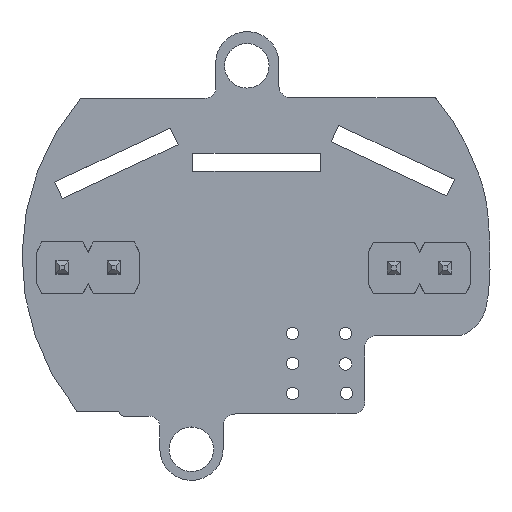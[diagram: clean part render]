
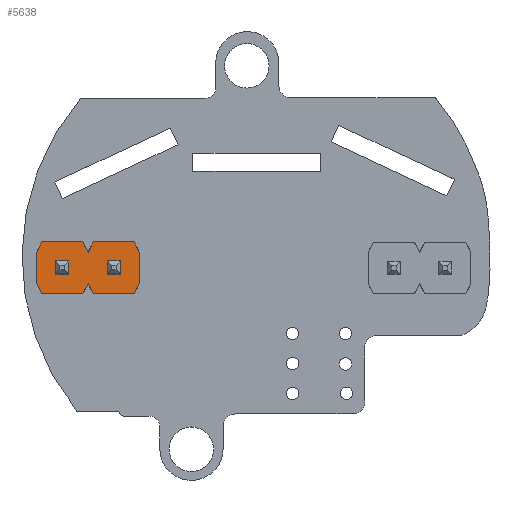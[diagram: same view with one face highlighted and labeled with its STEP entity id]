
A CAD part, top view. The second image highlights one B-rep face of the part: STEP entity #5638.
In plain terms, the highlighted planar face has unit normal (0, 0, 1).
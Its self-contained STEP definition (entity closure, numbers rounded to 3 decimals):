
#5534 = VERTEX_POINT('',#5535);
#5535 = CARTESIAN_POINT('',(82.687,81.807,
    2.57));
#5541 = EDGE_CURVE('',#5542,#5534,#5544,.T.);
#5542 = VERTEX_POINT('',#5543);
#5543 = CARTESIAN_POINT('',(82.687,81.167,
    2.57));
#5544 = LINE('',#5545,#5546);
#5545 = CARTESIAN_POINT('',(82.687,81.167,
    2.57));
#5546 = VECTOR('',#5547,1.);
#5547 = DIRECTION('',(0.,1.,0.));
#5574 = VERTEX_POINT('',#5575);
#5575 = CARTESIAN_POINT('',(83.327,81.807,
    2.57));
#5581 = EDGE_CURVE('',#5534,#5574,#5582,.T.);
#5582 = LINE('',#5583,#5584);
#5583 = CARTESIAN_POINT('',(82.687,81.807,
    2.57));
#5584 = VECTOR('',#5585,1.);
#5585 = DIRECTION('',(1.,0.,0.));
#5638 = ADVANCED_FACE('',(#5639,#5673,#5787),#5805,.T.);
#5639 = FACE_BOUND('',#5640,.T.);
#5640 = EDGE_LOOP('',(#5641,#5651,#5659,#5667));
#5641 = ORIENTED_EDGE('',*,*,#5642,.T.);
#5642 = EDGE_CURVE('',#5643,#5645,#5647,.T.);
#5643 = VERTEX_POINT('',#5644);
#5644 = CARTESIAN_POINT('',(85.867,81.167,
    2.57));
#5645 = VERTEX_POINT('',#5646);
#5646 = CARTESIAN_POINT('',(85.227,81.167,
    2.57));
#5647 = LINE('',#5648,#5649);
#5648 = CARTESIAN_POINT('',(85.867,81.167,
    2.57));
#5649 = VECTOR('',#5650,1.);
#5650 = DIRECTION('',(-1.,0.,0.));
#5651 = ORIENTED_EDGE('',*,*,#5652,.T.);
#5652 = EDGE_CURVE('',#5645,#5653,#5655,.T.);
#5653 = VERTEX_POINT('',#5654);
#5654 = CARTESIAN_POINT('',(85.227,81.807,
    2.57));
#5655 = LINE('',#5656,#5657);
#5656 = CARTESIAN_POINT('',(85.227,81.167,
    2.57));
#5657 = VECTOR('',#5658,1.);
#5658 = DIRECTION('',(0.,1.,0.));
#5659 = ORIENTED_EDGE('',*,*,#5660,.T.);
#5660 = EDGE_CURVE('',#5653,#5661,#5663,.T.);
#5661 = VERTEX_POINT('',#5662);
#5662 = CARTESIAN_POINT('',(85.867,81.807,
    2.57));
#5663 = LINE('',#5664,#5665);
#5664 = CARTESIAN_POINT('',(85.227,81.807,
    2.57));
#5665 = VECTOR('',#5666,1.);
#5666 = DIRECTION('',(1.,0.,0.));
#5667 = ORIENTED_EDGE('',*,*,#5668,.T.);
#5668 = EDGE_CURVE('',#5661,#5643,#5669,.T.);
#5669 = LINE('',#5670,#5671);
#5670 = CARTESIAN_POINT('',(85.867,81.807,
    2.57));
#5671 = VECTOR('',#5672,1.);
#5672 = DIRECTION('',(0.,-1.,0.));
#5673 = FACE_BOUND('',#5674,.T.);
#5674 = EDGE_LOOP('',(#5675,#5685,#5693,#5701,#5709,#5717,#5725,#5733,
    #5741,#5749,#5757,#5765,#5773,#5781));
#5675 = ORIENTED_EDGE('',*,*,#5676,.T.);
#5676 = EDGE_CURVE('',#5677,#5679,#5681,.T.);
#5677 = VERTEX_POINT('',#5678);
#5678 = CARTESIAN_POINT('',(81.737,82.257,
    2.57));
#5679 = VERTEX_POINT('',#5680);
#5680 = CARTESIAN_POINT('',(81.737,80.717,
    2.57));
#5681 = LINE('',#5682,#5683);
#5682 = CARTESIAN_POINT('',(81.737,82.757,
    2.57));
#5683 = VECTOR('',#5684,1.);
#5684 = DIRECTION('',(0.,-1.,0.));
#5685 = ORIENTED_EDGE('',*,*,#5686,.T.);
#5686 = EDGE_CURVE('',#5679,#5687,#5689,.T.);
#5687 = VERTEX_POINT('',#5688);
#5688 = CARTESIAN_POINT('',(81.987,80.217,
    2.57));
#5689 = LINE('',#5690,#5691);
#5690 = CARTESIAN_POINT('',(81.737,80.717,
    2.57));
#5691 = VECTOR('',#5692,1.);
#5692 = DIRECTION('',(0.447,-0.894,0.)
  );
#5693 = ORIENTED_EDGE('',*,*,#5694,.T.);
#5694 = EDGE_CURVE('',#5687,#5695,#5697,.T.);
#5695 = VERTEX_POINT('',#5696);
#5696 = CARTESIAN_POINT('',(84.027,80.217,
    2.57));
#5697 = LINE('',#5698,#5699);
#5698 = CARTESIAN_POINT('',(81.737,80.217,
    2.57));
#5699 = VECTOR('',#5700,1.);
#5700 = DIRECTION('',(1.,0.,0.));
#5701 = ORIENTED_EDGE('',*,*,#5702,.T.);
#5702 = EDGE_CURVE('',#5695,#5703,#5705,.T.);
#5703 = VERTEX_POINT('',#5704);
#5704 = CARTESIAN_POINT('',(84.277,80.717,
    2.57));
#5705 = LINE('',#5706,#5707);
#5706 = CARTESIAN_POINT('',(84.027,80.217,
    2.57));
#5707 = VECTOR('',#5708,1.);
#5708 = DIRECTION('',(0.447,0.894,0.)
  );
#5709 = ORIENTED_EDGE('',*,*,#5710,.T.);
#5710 = EDGE_CURVE('',#5703,#5711,#5713,.T.);
#5711 = VERTEX_POINT('',#5712);
#5712 = CARTESIAN_POINT('',(84.527,80.217,
    2.57));
#5713 = LINE('',#5714,#5715);
#5714 = CARTESIAN_POINT('',(84.277,80.717,
    2.57));
#5715 = VECTOR('',#5716,1.);
#5716 = DIRECTION('',(0.447,-0.894,0.)
  );
#5717 = ORIENTED_EDGE('',*,*,#5718,.T.);
#5718 = EDGE_CURVE('',#5711,#5719,#5721,.T.);
#5719 = VERTEX_POINT('',#5720);
#5720 = CARTESIAN_POINT('',(86.567,80.217,
    2.57));
#5721 = LINE('',#5722,#5723);
#5722 = CARTESIAN_POINT('',(81.737,80.217,
    2.57));
#5723 = VECTOR('',#5724,1.);
#5724 = DIRECTION('',(1.,0.,0.));
#5725 = ORIENTED_EDGE('',*,*,#5726,.T.);
#5726 = EDGE_CURVE('',#5719,#5727,#5729,.T.);
#5727 = VERTEX_POINT('',#5728);
#5728 = CARTESIAN_POINT('',(86.817,80.717,
    2.57));
#5729 = LINE('',#5730,#5731);
#5730 = CARTESIAN_POINT('',(86.567,80.217,
    2.57));
#5731 = VECTOR('',#5732,1.);
#5732 = DIRECTION('',(0.447,0.894,0.)
  );
#5733 = ORIENTED_EDGE('',*,*,#5734,.F.);
#5734 = EDGE_CURVE('',#5735,#5727,#5737,.T.);
#5735 = VERTEX_POINT('',#5736);
#5736 = CARTESIAN_POINT('',(86.817,82.257,
    2.57));
#5737 = LINE('',#5738,#5739);
#5738 = CARTESIAN_POINT('',(86.817,82.757,
    2.57));
#5739 = VECTOR('',#5740,1.);
#5740 = DIRECTION('',(0.,-1.,0.));
#5741 = ORIENTED_EDGE('',*,*,#5742,.T.);
#5742 = EDGE_CURVE('',#5735,#5743,#5745,.T.);
#5743 = VERTEX_POINT('',#5744);
#5744 = CARTESIAN_POINT('',(86.567,82.757,
    2.57));
#5745 = LINE('',#5746,#5747);
#5746 = CARTESIAN_POINT('',(86.817,82.257,
    2.57));
#5747 = VECTOR('',#5748,1.);
#5748 = DIRECTION('',(-0.447,0.894,0.
    ));
#5749 = ORIENTED_EDGE('',*,*,#5750,.F.);
#5750 = EDGE_CURVE('',#5751,#5743,#5753,.T.);
#5751 = VERTEX_POINT('',#5752);
#5752 = CARTESIAN_POINT('',(84.527,82.757,
    2.57));
#5753 = LINE('',#5754,#5755);
#5754 = CARTESIAN_POINT('',(81.737,82.757,
    2.57));
#5755 = VECTOR('',#5756,1.);
#5756 = DIRECTION('',(1.,0.,0.));
#5757 = ORIENTED_EDGE('',*,*,#5758,.T.);
#5758 = EDGE_CURVE('',#5751,#5759,#5761,.T.);
#5759 = VERTEX_POINT('',#5760);
#5760 = CARTESIAN_POINT('',(84.277,82.257,
    2.57));
#5761 = LINE('',#5762,#5763);
#5762 = CARTESIAN_POINT('',(84.527,82.757,
    2.57));
#5763 = VECTOR('',#5764,1.);
#5764 = DIRECTION('',(-0.447,-0.894,0.
    ));
#5765 = ORIENTED_EDGE('',*,*,#5766,.T.);
#5766 = EDGE_CURVE('',#5759,#5767,#5769,.T.);
#5767 = VERTEX_POINT('',#5768);
#5768 = CARTESIAN_POINT('',(84.027,82.757,
    2.57));
#5769 = LINE('',#5770,#5771);
#5770 = CARTESIAN_POINT('',(84.277,82.257,
    2.57));
#5771 = VECTOR('',#5772,1.);
#5772 = DIRECTION('',(-0.447,0.894,0.
    ));
#5773 = ORIENTED_EDGE('',*,*,#5774,.F.);
#5774 = EDGE_CURVE('',#5775,#5767,#5777,.T.);
#5775 = VERTEX_POINT('',#5776);
#5776 = CARTESIAN_POINT('',(81.987,82.757,
    2.57));
#5777 = LINE('',#5778,#5779);
#5778 = CARTESIAN_POINT('',(81.737,82.757,
    2.57));
#5779 = VECTOR('',#5780,1.);
#5780 = DIRECTION('',(1.,0.,0.));
#5781 = ORIENTED_EDGE('',*,*,#5782,.T.);
#5782 = EDGE_CURVE('',#5775,#5677,#5783,.T.);
#5783 = LINE('',#5784,#5785);
#5784 = CARTESIAN_POINT('',(81.987,82.757,
    2.57));
#5785 = VECTOR('',#5786,1.);
#5786 = DIRECTION('',(-0.447,-0.894,0.
    ));
#5787 = FACE_BOUND('',#5788,.T.);
#5788 = EDGE_LOOP('',(#5789,#5797,#5798,#5799));
#5789 = ORIENTED_EDGE('',*,*,#5790,.T.);
#5790 = EDGE_CURVE('',#5791,#5542,#5793,.T.);
#5791 = VERTEX_POINT('',#5792);
#5792 = CARTESIAN_POINT('',(83.327,81.167,
    2.57));
#5793 = LINE('',#5794,#5795);
#5794 = CARTESIAN_POINT('',(83.327,81.167,
    2.57));
#5795 = VECTOR('',#5796,1.);
#5796 = DIRECTION('',(-1.,0.,0.));
#5797 = ORIENTED_EDGE('',*,*,#5541,.T.);
#5798 = ORIENTED_EDGE('',*,*,#5581,.T.);
#5799 = ORIENTED_EDGE('',*,*,#5800,.T.);
#5800 = EDGE_CURVE('',#5574,#5791,#5801,.T.);
#5801 = LINE('',#5802,#5803);
#5802 = CARTESIAN_POINT('',(83.327,81.807,
    2.57));
#5803 = VECTOR('',#5804,1.);
#5804 = DIRECTION('',(0.,-1.,0.));
#5805 = PLANE('',#5806);
#5806 = AXIS2_PLACEMENT_3D('',#5807,#5808,#5809);
#5807 = CARTESIAN_POINT('',(81.737,82.757,
    2.57));
#5808 = DIRECTION('',(0.,0.,1.));
#5809 = DIRECTION('',(0.,1.,0.));
